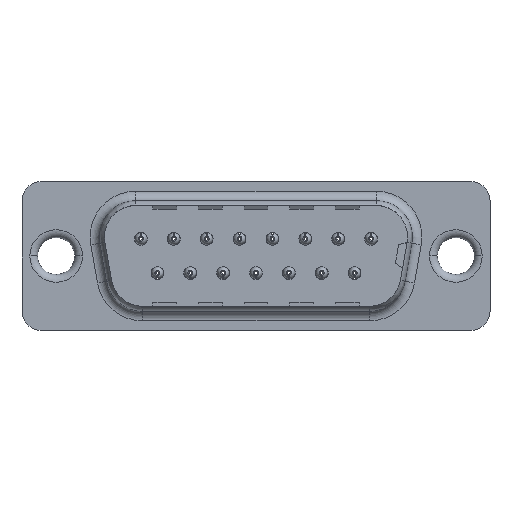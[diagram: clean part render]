
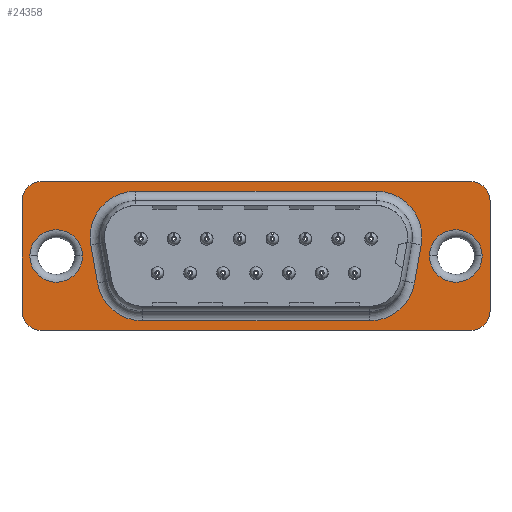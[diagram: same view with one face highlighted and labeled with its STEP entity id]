
A CAD part, top view. The second image highlights one B-rep face of the part: STEP entity #24358.
In plain terms, the highlighted planar face has unit normal (0, 0, 1).
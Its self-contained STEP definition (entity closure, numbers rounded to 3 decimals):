
#1706=CARTESIAN_POINT('',(17.905,4.61,0.43));
#1707=DIRECTION('',(0.,0.,-1.));
#1708=DIRECTION('',(0.,1.,0.));
#1709=AXIS2_PLACEMENT_3D('',#1706,#1707,#1708);
#1711=DIRECTION('',(0.,-1.,0.));
#1712=VECTOR('',#1711,9.22);
#1713=CARTESIAN_POINT('',(19.505,4.61,0.43));
#1714=LINE('4096',#1713,#1712);
#1715=CARTESIAN_POINT('',(17.905,-4.61,0.43));
#1716=DIRECTION('',(0.,0.,-1.));
#1717=DIRECTION('',(1.,0.,0.));
#1718=AXIS2_PLACEMENT_3D('',#1715,#1716,#1717);
#1720=DIRECTION('',(-1.,0.,0.));
#1721=VECTOR('',#1720,35.81);
#1722=CARTESIAN_POINT('',(17.905,-6.21,0.43));
#1723=LINE('4098',#1722,#1721);
#1724=CARTESIAN_POINT('',(-17.905,-4.61,0.43));
#1725=DIRECTION('',(0.,0.,-1.));
#1726=DIRECTION('',(0.,-1.,0.));
#1727=AXIS2_PLACEMENT_3D('',#1724,#1725,#1726);
#1729=DIRECTION('',(0.,1.,0.));
#1730=VECTOR('',#1729,9.22);
#1731=CARTESIAN_POINT('',(-19.505,-4.61,0.43));
#1732=LINE('4100',#1731,#1730);
#1733=CARTESIAN_POINT('',(-17.905,4.61,0.43));
#1734=DIRECTION('',(0.,0.,-1.));
#1735=DIRECTION('',(-1.,0.,0.));
#1736=AXIS2_PLACEMENT_3D('',#1733,#1734,#1735);
#1738=DIRECTION('',(1.,0.,0.));
#1739=VECTOR('',#1738,35.81);
#1740=CARTESIAN_POINT('',(-17.905,6.21,0.43));
#1741=LINE('4102',#1740,#1739);
#1742=DIRECTION('',(1.,0.,0.));
#1743=VECTOR('',#1742,18.912);
#1744=CARTESIAN_POINT('',(-9.456,-5.405,0.43));
#1745=LINE('4271',#1744,#1743);
#1746=CARTESIAN_POINT('',(9.456,-1.585,0.43));
#1747=DIRECTION('',(0.,0.,1.));
#1748=DIRECTION('',(0.,-1.,0.));
#1749=AXIS2_PLACEMENT_3D('',#1746,#1747,#1748);
#1751=DIRECTION('',(0.174,0.985,0.));
#1752=VECTOR('',#1751,3.219);
#1753=CARTESIAN_POINT('',(13.218,-2.248,0.43));
#1754=LINE('4275',#1753,#1752);
#1755=CARTESIAN_POINT('',(10.015,1.585,0.43));
#1756=DIRECTION('',(0.,0.,1.));
#1757=DIRECTION('',(0.985,-0.174,0.));
#1758=AXIS2_PLACEMENT_3D('',#1755,#1756,#1757);
#1760=DIRECTION('',(-1.,0.,0.));
#1761=VECTOR('',#1760,20.03);
#1762=CARTESIAN_POINT('',(10.015,5.405,0.43));
#1763=LINE('4279',#1762,#1761);
#1764=CARTESIAN_POINT('',(-10.015,1.585,0.43));
#1765=DIRECTION('',(0.,0.,1.));
#1766=DIRECTION('',(0.,1.,0.));
#1767=AXIS2_PLACEMENT_3D('',#1764,#1765,#1766);
#1769=DIRECTION('',(0.174,-0.985,0.));
#1770=VECTOR('',#1769,3.219);
#1771=CARTESIAN_POINT('',(-13.777,0.922,0.43));
#1772=LINE('4283',#1771,#1770);
#1773=CARTESIAN_POINT('',(-9.456,-1.585,0.43));
#1774=DIRECTION('',(0.,0.,1.));
#1775=DIRECTION('',(-0.985,-0.174,0.));
#1776=AXIS2_PLACEMENT_3D('',#1773,#1774,#1775);
#1778=CARTESIAN_POINT('',(16.66,0.,0.43));
#1779=DIRECTION('',(0.,0.,-1.));
#1780=DIRECTION('',(1.,0.,0.));
#1781=AXIS2_PLACEMENT_3D('',#1778,#1779,#1780);
#1783=CARTESIAN_POINT('',(16.66,0.,0.43));
#1784=DIRECTION('',(0.,0.,-1.));
#1785=DIRECTION('',(-1.,0.,0.));
#1786=AXIS2_PLACEMENT_3D('',#1783,#1784,#1785);
#1788=CARTESIAN_POINT('',(-16.66,0.,0.43));
#1789=DIRECTION('',(0.,0.,-1.));
#1790=DIRECTION('',(1.,0.,0.));
#1791=AXIS2_PLACEMENT_3D('',#1788,#1789,#1790);
#1793=CARTESIAN_POINT('',(-16.66,0.,0.43));
#1794=DIRECTION('',(0.,0.,-1.));
#1795=DIRECTION('',(-1.,0.,0.));
#1796=AXIS2_PLACEMENT_3D('',#1793,#1794,#1795);
#21374=CARTESIAN_POINT('',(17.905,6.21,0.43));
#21375=CARTESIAN_POINT('',(19.505,4.61,0.43));
#21376=VERTEX_POINT('',#21374);
#21377=VERTEX_POINT('',#21375);
#21378=CARTESIAN_POINT('',(19.505,-4.61,0.43));
#21379=VERTEX_POINT('',#21378);
#21380=CARTESIAN_POINT('',(17.905,-6.21,0.43));
#21381=VERTEX_POINT('',#21380);
#21382=CARTESIAN_POINT('',(-17.905,-6.21,0.43));
#21383=VERTEX_POINT('',#21382);
#21384=CARTESIAN_POINT('',(-19.505,-4.61,0.43));
#21385=VERTEX_POINT('',#21384);
#21386=CARTESIAN_POINT('',(-19.505,4.61,0.43));
#21387=VERTEX_POINT('',#21386);
#21388=CARTESIAN_POINT('',(-17.905,6.21,0.43));
#21389=VERTEX_POINT('',#21388);
#21614=CARTESIAN_POINT('',(-9.456,-5.405,0.43));
#21615=CARTESIAN_POINT('',(9.456,-5.405,0.43));
#21616=VERTEX_POINT('',#21614);
#21617=VERTEX_POINT('',#21615);
#21622=CARTESIAN_POINT('',(13.218,-2.248,0.43));
#21623=VERTEX_POINT('',#21622);
#21626=CARTESIAN_POINT('',(13.777,0.922,0.43));
#21627=VERTEX_POINT('',#21626);
#21630=CARTESIAN_POINT('',(10.015,5.405,0.43));
#21631=VERTEX_POINT('',#21630);
#21634=CARTESIAN_POINT('',(-10.015,5.405,0.43));
#21635=VERTEX_POINT('',#21634);
#21638=CARTESIAN_POINT('',(-13.777,0.922,0.43));
#21639=VERTEX_POINT('',#21638);
#21642=CARTESIAN_POINT('',(-13.218,-2.248,0.43));
#21643=VERTEX_POINT('',#21642);
#21678=CARTESIAN_POINT('',(18.85,0.,0.43));
#21679=CARTESIAN_POINT('',(14.47,0.,0.43));
#21680=VERTEX_POINT('',#21678);
#21681=VERTEX_POINT('',#21679);
#21686=CARTESIAN_POINT('',(-14.47,0.,0.43));
#21687=CARTESIAN_POINT('',(-18.85,0.,0.43));
#21688=VERTEX_POINT('',#21686);
#21689=VERTEX_POINT('',#21687);
#24313=CARTESIAN_POINT('',(0.,0.,0.43));
#24314=DIRECTION('',(0.,0.,-1.));
#24315=DIRECTION('',(-1.,0.,0.));
#24316=AXIS2_PLACEMENT_3D('',#24313,#24314,#24315);
#24317=PLANE('1116',#24316);
#24318=ORIENTED_EDGE('4095',*,*,#24103,.T.);
#24319=ORIENTED_EDGE('4096',*,*,#24117,.T.);
#24320=ORIENTED_EDGE('4097',*,*,#24131,.T.);
#24321=ORIENTED_EDGE('4098',*,*,#24157,.T.);
#24322=ORIENTED_EDGE('4099',*,*,#24279,.T.);
#24323=ORIENTED_EDGE('4100',*,*,#24293,.T.);
#24324=ORIENTED_EDGE('4101',*,*,#24306,.T.);
#24325=ORIENTED_EDGE('4102',*,*,#24028,.T.);
#24326=EDGE_LOOP('1116',(#24318,#24319,#24320,#24321,#24322,#24323,#24324,
#24325));
#24327=FACE_OUTER_BOUND('1116',#24326,.F.);
#24329=ORIENTED_EDGE('4271',*,*,#24328,.T.);
#24331=ORIENTED_EDGE('4273',*,*,#24330,.T.);
#24333=ORIENTED_EDGE('4275',*,*,#24332,.T.);
#24335=ORIENTED_EDGE('4277',*,*,#24334,.T.);
#24337=ORIENTED_EDGE('4279',*,*,#24336,.T.);
#24339=ORIENTED_EDGE('4281',*,*,#24338,.T.);
#24341=ORIENTED_EDGE('4283',*,*,#24340,.T.);
#24343=ORIENTED_EDGE('4285',*,*,#24342,.T.);
#24344=EDGE_LOOP('1116',(#24329,#24331,#24333,#24335,#24337,#24339,#24341,
#24343));
#24345=FACE_BOUND('1116',#24344,.F.);
#24347=ORIENTED_EDGE('4335',*,*,#24346,.F.);
#24349=ORIENTED_EDGE('4337',*,*,#24348,.F.);
#24350=EDGE_LOOP('1116',(#24347,#24349));
#24351=FACE_BOUND('1116',#24350,.F.);
#24353=ORIENTED_EDGE('4339',*,*,#24352,.F.);
#24355=ORIENTED_EDGE('4341',*,*,#24354,.F.);
#24356=EDGE_LOOP('1116',(#24353,#24355));
#24357=FACE_BOUND('1116',#24356,.F.);
#24358=ADVANCED_FACE('1116',(#24327,#24345,#24351,#24357),#24317,.F.);
#1710=CIRCLE('4095',#1709,1.6);
#1719=CIRCLE('4097',#1718,1.6);
#1728=CIRCLE('4099',#1727,1.6);
#1737=CIRCLE('4101',#1736,1.6);
#1750=CIRCLE('4273',#1749,3.82);
#1759=CIRCLE('4277',#1758,3.82);
#1768=CIRCLE('4281',#1767,3.82);
#1777=CIRCLE('4285',#1776,3.82);
#1782=CIRCLE('4335',#1781,2.19);
#1787=CIRCLE('4337',#1786,2.19);
#1792=CIRCLE('4339',#1791,2.19);
#1797=CIRCLE('4341',#1796,2.19);
#24028=EDGE_CURVE('4102',#21389,#21376,#1741,.T.);
#24103=EDGE_CURVE('4095',#21376,#21377,#1710,.T.);
#24117=EDGE_CURVE('4096',#21377,#21379,#1714,.T.);
#24131=EDGE_CURVE('4097',#21379,#21381,#1719,.T.);
#24157=EDGE_CURVE('4098',#21381,#21383,#1723,.T.);
#24279=EDGE_CURVE('4099',#21383,#21385,#1728,.T.);
#24293=EDGE_CURVE('4100',#21385,#21387,#1732,.T.);
#24306=EDGE_CURVE('4101',#21387,#21389,#1737,.T.);
#24328=EDGE_CURVE('4271',#21616,#21617,#1745,.T.);
#24330=EDGE_CURVE('4273',#21617,#21623,#1750,.T.);
#24332=EDGE_CURVE('4275',#21623,#21627,#1754,.T.);
#24334=EDGE_CURVE('4277',#21627,#21631,#1759,.T.);
#24336=EDGE_CURVE('4279',#21631,#21635,#1763,.T.);
#24338=EDGE_CURVE('4281',#21635,#21639,#1768,.T.);
#24340=EDGE_CURVE('4283',#21639,#21643,#1772,.T.);
#24342=EDGE_CURVE('4285',#21643,#21616,#1777,.T.);
#24346=EDGE_CURVE('4335',#21680,#21681,#1782,.T.);
#24348=EDGE_CURVE('4337',#21681,#21680,#1787,.T.);
#24352=EDGE_CURVE('4339',#21688,#21689,#1792,.T.);
#24354=EDGE_CURVE('4341',#21689,#21688,#1797,.T.);
